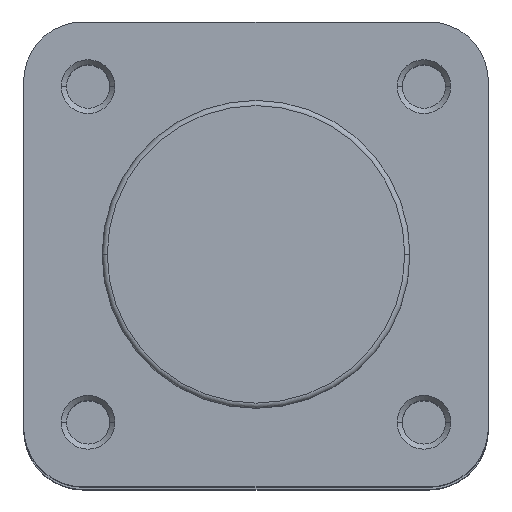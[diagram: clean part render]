
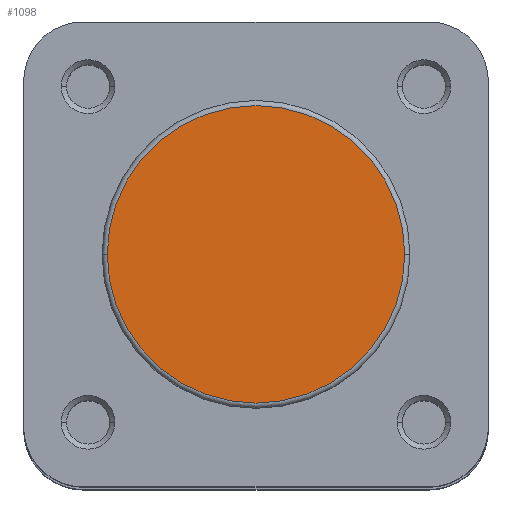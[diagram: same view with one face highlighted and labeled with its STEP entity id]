
A CAD part, top view. The second image highlights one B-rep face of the part: STEP entity #1098.
In plain terms, the highlighted planar face has unit normal (0, 0, 1).
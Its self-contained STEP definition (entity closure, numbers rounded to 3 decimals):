
#493 = ORIENTED_EDGE ( 'NONE', *, *, #5460, .T. ) ;
#666 = ORIENTED_EDGE ( 'NONE', *, *, #5414, .T. ) ;
#802 = DIRECTION ( 'NONE',  ( 0., 0., -1. ) ) ;
#832 = DIRECTION ( 'NONE',  ( -1., 0., 0. ) ) ;
#843 = PLANE ( 'NONE',  #5619 ) ;
#844 = CARTESIAN_POINT ( 'NONE',  ( 0., 14.9, 0. ) ) ;
#1098 = ADVANCED_FACE ( 'NONE', ( #1716 ), #843, .F. ) ;
#1593 = EDGE_LOOP ( 'NONE', ( #493, #666 ) ) ;
#1716 = FACE_OUTER_BOUND ( 'NONE', #1593, .T. ) ;
#3045 = CARTESIAN_POINT ( 'NONE',  ( -14.4, 0., 0. ) ) ;
#3123 = CARTESIAN_POINT ( 'NONE',  ( 14.4, 0., 0. ) ) ;
#3853 = CIRCLE ( 'NONE', #5931, 14.4 ) ;
#3923 = CIRCLE ( 'NONE', #5953, 14.4 ) ;
#4441 = CARTESIAN_POINT ( 'NONE',  ( 0., 0., 0. ) ) ;
#4442 = DIRECTION ( 'NONE',  ( 0., 0., 1. ) ) ;
#4443 = DIRECTION ( 'NONE',  ( -1., 0., 0. ) ) ;
#4562 = CARTESIAN_POINT ( 'NONE',  ( 0., 0., 0. ) ) ;
#4564 = DIRECTION ( 'NONE',  ( 0., 0., 1. ) ) ;
#4565 = DIRECTION ( 'NONE',  ( -1., 0., 0. ) ) ;
#4657 = VERTEX_POINT ( 'NONE', #3045 ) ;
#4852 = VERTEX_POINT ( 'NONE', #3123 ) ;
#5414 = EDGE_CURVE ( 'NONE', #4852, #4657, #3853, .T. ) ;
#5460 = EDGE_CURVE ( 'NONE', #4657, #4852, #3923, .T. ) ;
#5619 = AXIS2_PLACEMENT_3D ( 'NONE', #844, #802, #832 ) ;
#5931 = AXIS2_PLACEMENT_3D ( 'NONE', #4441, #4442, #4443 ) ;
#5953 = AXIS2_PLACEMENT_3D ( 'NONE', #4562, #4564, #4565 ) ;
